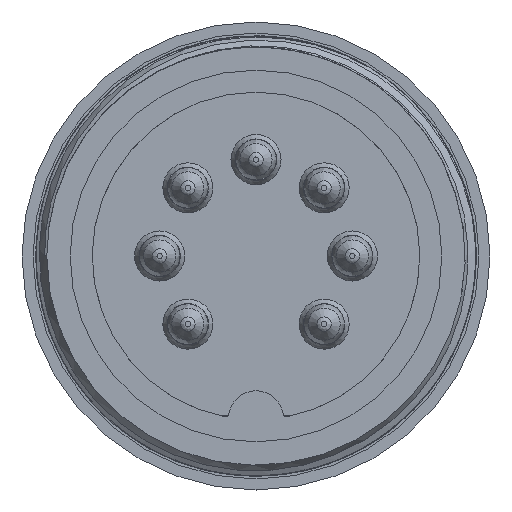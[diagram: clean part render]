
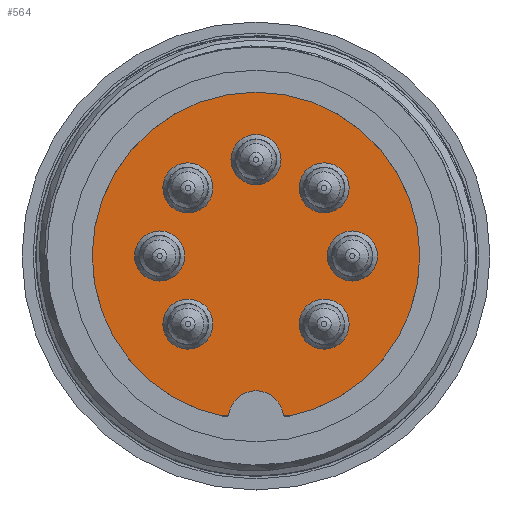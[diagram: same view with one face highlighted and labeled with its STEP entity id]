
A CAD part, front view. The second image highlights one B-rep face of the part: STEP entity #564.
In plain terms, the highlighted planar face has unit normal (0, -1, 0).
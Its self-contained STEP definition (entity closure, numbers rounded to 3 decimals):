
#339=LINE('',#3445,#381);
#343=LINE('',#3454,#385);
#346=LINE('',#3460,#388);
#349=LINE('',#3466,#391);
#352=LINE('',#3473,#394);
#356=LINE('',#4158,#398);
#357=LINE('',#4159,#399);
#381=VECTOR('',#2253,1.);
#385=VECTOR('',#2259,1.);
#388=VECTOR('',#2264,1.);
#391=VECTOR('',#2269,1.);
#394=VECTOR('',#2274,1.);
#398=VECTOR('',#2512,1.);
#399=VECTOR('',#2513,1.);
#564=ADVANCED_FACE('',(#785,#786,#787,#788,#789,#790,#791,#792),#612,.T.);
#612=PLANE('',#2049);
#785=FACE_BOUND('',#992,.T.);
#786=FACE_BOUND('',#993,.T.);
#787=FACE_BOUND('',#994,.T.);
#788=FACE_BOUND('',#995,.T.);
#789=FACE_BOUND('',#996,.T.);
#790=FACE_BOUND('',#997,.T.);
#791=FACE_BOUND('',#998,.T.);
#792=FACE_BOUND('',#999,.T.);
#992=EDGE_LOOP('',(#1326));
#993=EDGE_LOOP('',(#1327));
#994=EDGE_LOOP('',(#1328));
#995=EDGE_LOOP('',(#1329));
#996=EDGE_LOOP('',(#1330));
#997=EDGE_LOOP('',(#1331));
#998=EDGE_LOOP('',(#1332));
#999=EDGE_LOOP('',(#1333,#1334,#1335,#1336,#1337,#1338,#1339,#1340,#1341,
#1342,#1343,#1344));
#1326=ORIENTED_EDGE('',*,*,#1678,.T.);
#1327=ORIENTED_EDGE('',*,*,#1675,.T.);
#1328=ORIENTED_EDGE('',*,*,#1671,.T.);
#1329=ORIENTED_EDGE('',*,*,#1667,.T.);
#1330=ORIENTED_EDGE('',*,*,#1663,.T.);
#1331=ORIENTED_EDGE('',*,*,#1659,.T.);
#1332=ORIENTED_EDGE('',*,*,#1655,.T.);
#1333=ORIENTED_EDGE('',*,*,#1708,.F.);
#1334=ORIENTED_EDGE('',*,*,#1709,.F.);
#1335=ORIENTED_EDGE('',*,*,#1682,.F.);
#1336=ORIENTED_EDGE('',*,*,#1615,.T.);
#1337=ORIENTED_EDGE('',*,*,#1632,.T.);
#1338=ORIENTED_EDGE('',*,*,#1622,.T.);
#1339=ORIENTED_EDGE('',*,*,#1625,.T.);
#1340=ORIENTED_EDGE('',*,*,#1619,.T.);
#1341=ORIENTED_EDGE('',*,*,#1631,.T.);
#1342=ORIENTED_EDGE('',*,*,#1628,.T.);
#1343=ORIENTED_EDGE('',*,*,#1686,.F.);
#1344=ORIENTED_EDGE('',*,*,#1710,.F.);
#1443=VERTEX_POINT('',#3446);
#1444=VERTEX_POINT('',#3447);
#1447=VERTEX_POINT('',#3455);
#1448=VERTEX_POINT('',#3456);
#1449=VERTEX_POINT('',#3461);
#1450=VERTEX_POINT('',#3462);
#1453=VERTEX_POINT('',#3472);
#1454=VERTEX_POINT('',#3474);
#1477=VERTEX_POINT('',#3651);
#1481=VERTEX_POINT('',#3675);
#1485=VERTEX_POINT('',#3695);
#1489=VERTEX_POINT('',#3719);
#1493=VERTEX_POINT('',#3741);
#1497=VERTEX_POINT('',#3763);
#1500=VERTEX_POINT('',#3780);
#1504=VERTEX_POINT('',#3809);
#1507=VERTEX_POINT('',#3816);
#1528=VERTEX_POINT('',#4156);
#1529=VERTEX_POINT('',#4157);
#1615=EDGE_CURVE('',#1443,#1444,#339,.T.);
#1619=EDGE_CURVE('',#1447,#1448,#343,.T.);
#1622=EDGE_CURVE('',#1449,#1450,#346,.T.);
#1625=EDGE_CURVE('',#1450,#1447,#349,.T.);
#1628=EDGE_CURVE('',#1454,#1453,#352,.T.);
#1631=EDGE_CURVE('',#1448,#1454,#1772,.T.);
#1632=EDGE_CURVE('',#1444,#1449,#1773,.T.);
#1655=EDGE_CURVE('',#1477,#1477,#1796,.T.);
#1659=EDGE_CURVE('',#1481,#1481,#1798,.T.);
#1663=EDGE_CURVE('',#1485,#1485,#1800,.T.);
#1667=EDGE_CURVE('',#1489,#1489,#1802,.T.);
#1671=EDGE_CURVE('',#1493,#1493,#1804,.T.);
#1675=EDGE_CURVE('',#1497,#1497,#1806,.T.);
#1678=EDGE_CURVE('',#1500,#1500,#1808,.T.);
#1682=EDGE_CURVE('',#1443,#1504,#1810,.T.);
#1686=EDGE_CURVE('',#1507,#1453,#1812,.T.);
#1708=EDGE_CURVE('',#1528,#1529,#1834,.T.);
#1709=EDGE_CURVE('',#1504,#1528,#356,.T.);
#1710=EDGE_CURVE('',#1529,#1507,#357,.T.);
#1772=CIRCLE('',#1934,5.95);
#1773=CIRCLE('',#1935,5.95);
#1796=CIRCLE('',#1972,0.91);
#1798=CIRCLE('',#1976,0.91);
#1800=CIRCLE('',#1980,0.91);
#1802=CIRCLE('',#1984,0.91);
#1804=CIRCLE('',#1988,0.91);
#1806=CIRCLE('',#1992,0.91);
#1808=CIRCLE('',#1996,0.91);
#1810=CIRCLE('',#2007,6.5);
#1812=CIRCLE('',#2010,6.5);
#1834=CIRCLE('',#2048,6.75);
#1934=AXIS2_PLACEMENT_3D('',#3478,#2280,#2281);
#1935=AXIS2_PLACEMENT_3D('',#3479,#2282,#2283);
#1972=AXIS2_PLACEMENT_3D('',#3650,#2356,#2357);
#1976=AXIS2_PLACEMENT_3D('',#3674,#2364,#2365);
#1980=AXIS2_PLACEMENT_3D('',#3694,#2372,#2373);
#1984=AXIS2_PLACEMENT_3D('',#3718,#2380,#2381);
#1988=AXIS2_PLACEMENT_3D('',#3740,#2388,#2389);
#1992=AXIS2_PLACEMENT_3D('',#3762,#2396,#2397);
#1996=AXIS2_PLACEMENT_3D('',#3779,#2404,#2405);
#2007=AXIS2_PLACEMENT_3D('',#3808,#2426,#2427);
#2010=AXIS2_PLACEMENT_3D('',#3817,#2434,#2435);
#2048=AXIS2_PLACEMENT_3D('',#4155,#2510,#2511);
#2049=AXIS2_PLACEMENT_3D('',#4160,#2514,#2515);
#2253=DIRECTION('',(1.,0.,0.));
#2259=DIRECTION('',(0.,0.,-1.));
#2264=DIRECTION('',(0.,0.,1.));
#2269=DIRECTION('',(1.,0.,0.));
#2274=DIRECTION('',(1.,0.,0.));
#2280=DIRECTION('',(0.,-1.,0.));
#2281=DIRECTION('',(0.202,0.,-0.979));
#2282=DIRECTION('',(0.,-1.,0.));
#2283=DIRECTION('',(-1.,0.,0.));
#2356=DIRECTION('',(0.,1.,0.));
#2357=DIRECTION('',(1.,0.,0.));
#2364=DIRECTION('',(0.,1.,0.));
#2365=DIRECTION('',(1.,0.,0.));
#2372=DIRECTION('',(0.,1.,0.));
#2373=DIRECTION('',(1.,0.,0.));
#2380=DIRECTION('',(0.,1.,0.));
#2381=DIRECTION('',(1.,0.,0.));
#2388=DIRECTION('',(0.,1.,0.));
#2389=DIRECTION('',(1.,0.,0.));
#2396=DIRECTION('',(0.,1.,0.));
#2397=DIRECTION('',(1.,0.,0.));
#2404=DIRECTION('',(0.,1.,0.));
#2405=DIRECTION('',(1.,0.,0.));
#2426=DIRECTION('',(0.,1.,0.));
#2427=DIRECTION('',(1.,0.,0.));
#2434=DIRECTION('',(0.,1.,0.));
#2435=DIRECTION('',(1.,0.,0.));
#2510=DIRECTION('',(0.,1.,0.));
#2511=DIRECTION('',(0.,0.,-1.));
#2512=DIRECTION('',(0.,0.,1.));
#2513=DIRECTION('',(0.,0.,-1.));
#2514=DIRECTION('',(0.,-1.,0.));
#2515=DIRECTION('',(-1.,0.,0.));
#3445=CARTESIAN_POINT('',(-20.287,-5.218,7.366));
#3446=CARTESIAN_POINT('',(-19.837,-5.218,7.366));
#3447=CARTESIAN_POINT('',(-19.287,-5.218,7.366));
#3454=CARTESIAN_POINT('',(-12.137,-5.218,1.596));
#3455=CARTESIAN_POINT('',(-12.137,-5.218,1.566));
#3456=CARTESIAN_POINT('',(-12.137,-5.218,1.539));
#3460=CARTESIAN_POINT('',(-14.537,-5.218,0.948));
#3461=CARTESIAN_POINT('',(-14.537,-5.218,1.539));
#3462=CARTESIAN_POINT('',(-14.537,-5.218,1.566));
#3466=CARTESIAN_POINT('',(-14.837,-5.218,1.566));
#3472=CARTESIAN_POINT('',(-6.837,-5.218,7.366));
#3473=CARTESIAN_POINT('',(-7.387,-5.218,7.366));
#3474=CARTESIAN_POINT('',(-7.387,-5.218,7.366));
#3478=CARTESIAN_POINT('',(-13.337,-5.218,7.366));
#3479=CARTESIAN_POINT('',(-13.337,-5.218,7.366));
#3650=CARTESIAN_POINT('',(-15.812,-5.218,4.892));
#3651=CARTESIAN_POINT('',(-14.902,-5.218,4.892));
#3674=CARTESIAN_POINT('',(-16.837,-5.218,7.366));
#3675=CARTESIAN_POINT('',(-15.927,-5.218,7.366));
#3694=CARTESIAN_POINT('',(-15.812,-5.218,9.841));
#3695=CARTESIAN_POINT('',(-14.902,-5.218,9.841));
#3718=CARTESIAN_POINT('',(-13.337,-5.218,10.866));
#3719=CARTESIAN_POINT('',(-12.427,-5.218,10.866));
#3740=CARTESIAN_POINT('',(-10.862,-5.218,9.841));
#3741=CARTESIAN_POINT('',(-9.952,-5.218,9.841));
#3762=CARTESIAN_POINT('',(-9.837,-5.218,7.366));
#3763=CARTESIAN_POINT('',(-8.927,-5.218,7.366));
#3779=CARTESIAN_POINT('',(-10.862,-5.218,4.892));
#3780=CARTESIAN_POINT('',(-9.952,-5.218,4.892));
#3808=CARTESIAN_POINT('',(-13.337,-5.218,7.366));
#3809=CARTESIAN_POINT('',(-14.887,-5.218,13.679));
#3816=CARTESIAN_POINT('',(-11.787,-5.218,13.679));
#3817=CARTESIAN_POINT('',(-13.337,-5.218,7.366));
#4155=CARTESIAN_POINT('',(-13.337,-5.218,7.366));
#4156=CARTESIAN_POINT('',(-14.887,-5.218,13.936));
#4157=CARTESIAN_POINT('',(-11.787,-5.218,13.936));
#4158=CARTESIAN_POINT('',(-14.887,-5.218,14.356));
#4159=CARTESIAN_POINT('',(-11.787,-5.218,14.356));
#4160=CARTESIAN_POINT('',(-19.837,-5.218,7.366));
